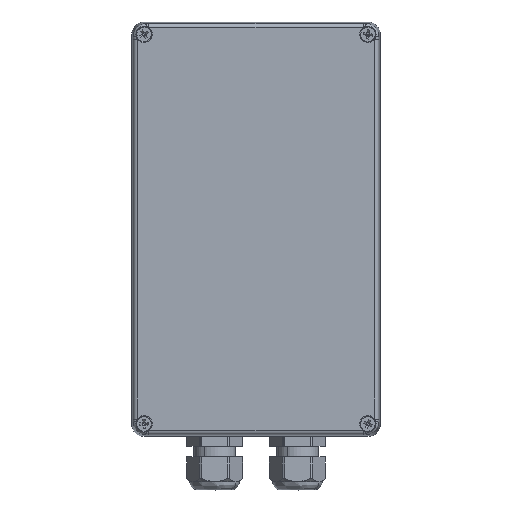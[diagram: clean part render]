
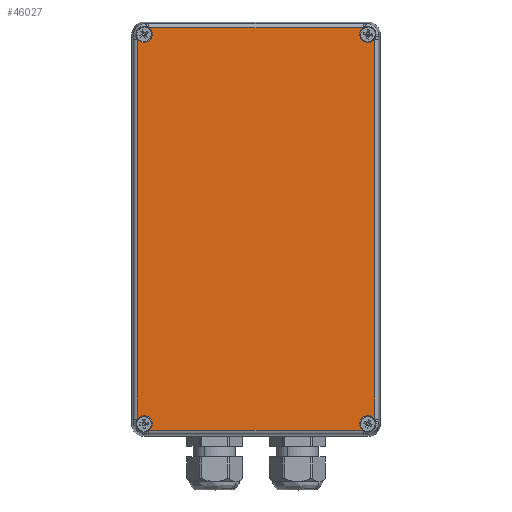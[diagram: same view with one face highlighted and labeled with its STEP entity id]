
A CAD part, top view. The second image highlights one B-rep face of the part: STEP entity #46027.
In plain terms, the highlighted planar face has unit normal (0, 0, 1).
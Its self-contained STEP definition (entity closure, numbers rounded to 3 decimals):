
#5 = DIRECTION ( 'NONE',  ( 0., 0., -1. ) ) ;
#1295 = ORIENTED_EDGE ( 'NONE', *, *, #16988, .T. ) ;
#1476 = EDGE_LOOP ( 'NONE', ( #43832, #29887, #7798, #35369, #47020, #24209, #4437, #1295, #28658, #43793, #3113, #45007 ) ) ;
#1614 = CARTESIAN_POINT ( 'NONE',  ( -57.197, -91.68, 48. ) ) ;
#2204 = EDGE_CURVE ( 'NONE', #10337, #35953, #9499, .T. ) ;
#2255 = DIRECTION ( 'NONE',  ( -1., 0., 0. ) ) ;
#2778 = VERTEX_POINT ( 'NONE', #17591 ) ;
#3066 = AXIS2_PLACEMENT_3D ( 'NONE', #35719, #18815, #27890 ) ;
#3113 = ORIENTED_EDGE ( 'NONE', *, *, #30042, .T. ) ;
#3388 = VERTEX_POINT ( 'NONE', #24578 ) ;
#3835 = VERTEX_POINT ( 'NONE', #12119 ) ;
#4312 = DIRECTION ( 'NONE',  ( -1., 0., 0. ) ) ;
#4437 = ORIENTED_EDGE ( 'NONE', *, *, #2204, .T. ) ;
#5382 = VECTOR ( 'NONE', #18359, 1000. ) ;
#6950 = CARTESIAN_POINT ( 'NONE',  ( -57.197, -93.163, 48. ) ) ;
#7276 = EDGE_CURVE ( 'NONE', #9655, #13922, #34425, .T. ) ;
#7798 = ORIENTED_EDGE ( 'NONE', *, *, #9379, .T. ) ;
#8170 = FACE_OUTER_BOUND ( 'NONE', #1476, .T. ) ;
#9068 = AXIS2_PLACEMENT_3D ( 'NONE', #46830, #35968, #35459 ) ;
#9379 = EDGE_CURVE ( 'NONE', #34834, #10503, #36964, .T. ) ;
#9499 = CIRCLE ( 'NONE', #10327, 3.95 ) ;
#9655 = VERTEX_POINT ( 'NONE', #39319 ) ;
#9698 = CARTESIAN_POINT ( 'NONE',  ( -51.68, 97.197, 48. ) ) ;
#9898 = DIRECTION ( 'NONE',  ( -1., 0., 0. ) ) ;
#10084 = AXIS2_PLACEMENT_3D ( 'NONE', #12859, #43738, #13375 ) ;
#10327 = AXIS2_PLACEMENT_3D ( 'NONE', #30440, #45855, #4312 ) ;
#10337 = VERTEX_POINT ( 'NONE', #1614 ) ;
#10503 = VERTEX_POINT ( 'NONE', #9698 ) ;
#11029 = CARTESIAN_POINT ( 'NONE',  ( 54., 94., 48. ) ) ;
#12119 = CARTESIAN_POINT ( 'NONE',  ( -51.68, -97.197, 48. ) ) ;
#12859 = CARTESIAN_POINT ( 'NONE',  ( 54., -94., 48. ) ) ;
#13302 = EDGE_CURVE ( 'NONE', #47180, #49693, #15507, .T. ) ;
#13375 = DIRECTION ( 'NONE',  ( -1., 0., 0. ) ) ;
#13556 = CARTESIAN_POINT ( 'NONE',  ( 50.05, 94., 48. ) ) ;
#13922 = VERTEX_POINT ( 'NONE', #13556 ) ;
#14197 = CARTESIAN_POINT ( 'NONE',  ( 53.163, -97.197, 48. ) ) ;
#14323 = EDGE_CURVE ( 'NONE', #13922, #34834, #35395, .T. ) ;
#14550 = EDGE_CURVE ( 'NONE', #3835, #2778, #26039, .T. ) ;
#14744 = DIRECTION ( 'NONE',  ( 0., -1., 0. ) ) ;
#14773 = PLANE ( 'NONE',  #34426 ) ;
#14989 = AXIS2_PLACEMENT_3D ( 'NONE', #11029, #49485, #22164 ) ;
#15457 = DIRECTION ( 'NONE',  ( -1., 0., 0. ) ) ;
#15507 = CIRCLE ( 'NONE', #9068, 3.95 ) ;
#16988 = EDGE_CURVE ( 'NONE', #35953, #3835, #38290, .T. ) ;
#17591 = CARTESIAN_POINT ( 'NONE',  ( 51.68, -97.197, 48. ) ) ;
#18359 = DIRECTION ( 'NONE',  ( 0., 1., 0. ) ) ;
#18426 = CARTESIAN_POINT ( 'NONE',  ( -53.163, 97.197, 48. ) ) ;
#18678 = CIRCLE ( 'NONE', #23530, 3.95 ) ;
#18815 = DIRECTION ( 'NONE',  ( 0., 0., -1. ) ) ;
#18962 = DIRECTION ( 'NONE',  ( 1., 0., 0. ) ) ;
#19270 = CARTESIAN_POINT ( 'NONE',  ( -54., -94., 48. ) ) ;
#20023 = CARTESIAN_POINT ( 'NONE',  ( 51.68, 97.197, 48. ) ) ;
#20069 = DIRECTION ( 'NONE',  ( -1., 0., 0. ) ) ;
#22164 = DIRECTION ( 'NONE',  ( -1., 0., 0. ) ) ;
#23530 = AXIS2_PLACEMENT_3D ( 'NONE', #47646, #44581, #9898 ) ;
#24062 = VECTOR ( 'NONE', #18962, 1000. ) ;
#24209 = ORIENTED_EDGE ( 'NONE', *, *, #47868, .T. ) ;
#24578 = CARTESIAN_POINT ( 'NONE',  ( 50.05, -94., 48. ) ) ;
#26039 = LINE ( 'NONE', #14197, #24062 ) ;
#26197 = CARTESIAN_POINT ( 'NONE',  ( 57.197, 93.163, 48. ) ) ;
#26447 = EDGE_CURVE ( 'NONE', #2778, #3388, #44712, .T. ) ;
#27890 = DIRECTION ( 'NONE',  ( -1., 0., 0. ) ) ;
#28124 = AXIS2_PLACEMENT_3D ( 'NONE', #39352, #31749, #20069 ) ;
#28658 = ORIENTED_EDGE ( 'NONE', *, *, #14550, .T. ) ;
#29887 = ORIENTED_EDGE ( 'NONE', *, *, #14323, .T. ) ;
#30042 = EDGE_CURVE ( 'NONE', #3388, #39534, #18678, .T. ) ;
#30440 = CARTESIAN_POINT ( 'NONE',  ( -54., -94., 48. ) ) ;
#31749 = DIRECTION ( 'NONE',  ( 0., 0., -1. ) ) ;
#33818 = LINE ( 'NONE', #26197, #5382 ) ;
#34425 = CIRCLE ( 'NONE', #14989, 3.95 ) ;
#34426 = AXIS2_PLACEMENT_3D ( 'NONE', #46141, #49963, #49449 ) ;
#34834 = VERTEX_POINT ( 'NONE', #20023 ) ;
#35369 = ORIENTED_EDGE ( 'NONE', *, *, #39991, .T. ) ;
#35395 = CIRCLE ( 'NONE', #3066, 3.95 ) ;
#35459 = DIRECTION ( 'NONE',  ( -1., 0., 0. ) ) ;
#35719 = CARTESIAN_POINT ( 'NONE',  ( 54., 94., 48. ) ) ;
#35953 = VERTEX_POINT ( 'NONE', #36026 ) ;
#35968 = DIRECTION ( 'NONE',  ( 0., 0., -1. ) ) ;
#36026 = CARTESIAN_POINT ( 'NONE',  ( -50.05, -94., 48. ) ) ;
#36424 = CARTESIAN_POINT ( 'NONE',  ( -50.05, 94., 48. ) ) ;
#36964 = LINE ( 'NONE', #18426, #39858 ) ;
#38290 = CIRCLE ( 'NONE', #39094, 3.95 ) ;
#39094 = AXIS2_PLACEMENT_3D ( 'NONE', #19270, #5, #15457 ) ;
#39319 = CARTESIAN_POINT ( 'NONE',  ( 57.197, 91.68, 48. ) ) ;
#39352 = CARTESIAN_POINT ( 'NONE',  ( -54., 94., 48. ) ) ;
#39534 = VERTEX_POINT ( 'NONE', #43452 ) ;
#39858 = VECTOR ( 'NONE', #2255, 1000. ) ;
#39991 = EDGE_CURVE ( 'NONE', #10503, #47180, #49943, .T. ) ;
#42685 = VECTOR ( 'NONE', #14744, 1000. ) ;
#43452 = CARTESIAN_POINT ( 'NONE',  ( 57.197, -91.68, 48. ) ) ;
#43738 = DIRECTION ( 'NONE',  ( 0., 0., -1. ) ) ;
#43793 = ORIENTED_EDGE ( 'NONE', *, *, #26447, .T. ) ;
#43832 = ORIENTED_EDGE ( 'NONE', *, *, #7276, .T. ) ;
#44581 = DIRECTION ( 'NONE',  ( 0., 0., -1. ) ) ;
#44712 = CIRCLE ( 'NONE', #10084, 3.95 ) ;
#45007 = ORIENTED_EDGE ( 'NONE', *, *, #46586, .T. ) ;
#45855 = DIRECTION ( 'NONE',  ( 0., 0., -1. ) ) ;
#46027 = ADVANCED_FACE ( 'NONE', ( #8170 ), #14773, .T. ) ;
#46120 = CARTESIAN_POINT ( 'NONE',  ( -57.197, 91.68, 48. ) ) ;
#46141 = CARTESIAN_POINT ( 'NONE',  ( 0., 0., 48. ) ) ;
#46586 = EDGE_CURVE ( 'NONE', #39534, #9655, #33818, .T. ) ;
#46830 = CARTESIAN_POINT ( 'NONE',  ( -54., 94., 48. ) ) ;
#47020 = ORIENTED_EDGE ( 'NONE', *, *, #13302, .T. ) ;
#47180 = VERTEX_POINT ( 'NONE', #36424 ) ;
#47646 = CARTESIAN_POINT ( 'NONE',  ( 54., -94., 48. ) ) ;
#47868 = EDGE_CURVE ( 'NONE', #49693, #10337, #48684, .T. ) ;
#48684 = LINE ( 'NONE', #6950, #42685 ) ;
#49449 = DIRECTION ( 'NONE',  ( 1., 0., 0. ) ) ;
#49485 = DIRECTION ( 'NONE',  ( 0., 0., -1. ) ) ;
#49693 = VERTEX_POINT ( 'NONE', #46120 ) ;
#49943 = CIRCLE ( 'NONE', #28124, 3.95 ) ;
#49963 = DIRECTION ( 'NONE',  ( 0., 0., 1. ) ) ;
